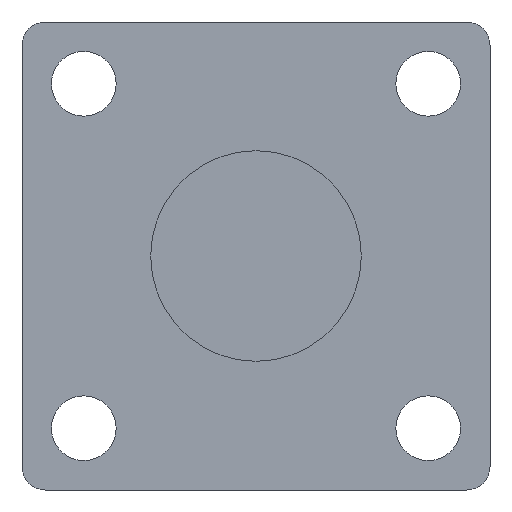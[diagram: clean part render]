
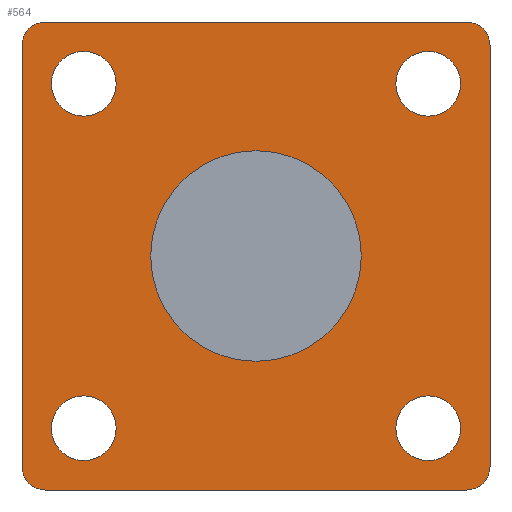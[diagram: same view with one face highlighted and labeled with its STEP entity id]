
A CAD part, left-side view. The second image highlights one B-rep face of the part: STEP entity #564.
In plain terms, the highlighted planar face has unit normal (-1, 0, 0).
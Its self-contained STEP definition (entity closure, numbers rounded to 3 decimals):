
#34=CIRCLE('',#585,4.394);
#36=CIRCLE('',#588,4.394);
#38=CIRCLE('',#591,4.394);
#40=CIRCLE('',#594,3.175);
#42=CIRCLE('',#598,3.175);
#44=CIRCLE('',#602,3.175);
#46=CIRCLE('',#606,4.394);
#48=CIRCLE('',#609,3.175);
#50=CIRCLE('',#612,14.29);
#106=ORIENTED_EDGE('',*,*,#196,.T.);
#107=ORIENTED_EDGE('',*,*,#197,.F.);
#108=ORIENTED_EDGE('',*,*,#193,.F.);
#109=ORIENTED_EDGE('',*,*,#186,.F.);
#110=ORIENTED_EDGE('',*,*,#183,.F.);
#111=ORIENTED_EDGE('',*,*,#180,.F.);
#112=ORIENTED_EDGE('',*,*,#177,.F.);
#113=ORIENTED_EDGE('',*,*,#173,.F.);
#114=ORIENTED_EDGE('',*,*,#169,.F.);
#115=ORIENTED_EDGE('',*,*,#167,.T.);
#116=ORIENTED_EDGE('',*,*,#165,.T.);
#117=ORIENTED_EDGE('',*,*,#163,.T.);
#118=ORIENTED_EDGE('',*,*,#191,.T.);
#163=EDGE_CURVE('',#211,#211,#34,.T.);
#165=EDGE_CURVE('',#213,#213,#36,.T.);
#167=EDGE_CURVE('',#215,#215,#38,.T.);
#169=EDGE_CURVE('',#217,#218,#40,.T.);
#173=EDGE_CURVE('',#218,#221,#248,.T.);
#177=EDGE_CURVE('',#221,#223,#42,.T.);
#180=EDGE_CURVE('',#223,#225,#253,.T.);
#183=EDGE_CURVE('',#225,#227,#44,.T.);
#186=EDGE_CURVE('',#227,#229,#257,.T.);
#191=EDGE_CURVE('',#232,#232,#46,.T.);
#193=EDGE_CURVE('',#229,#234,#48,.T.);
#196=EDGE_CURVE('',#236,#236,#50,.T.);
#197=EDGE_CURVE('',#234,#217,#263,.T.);
#211=VERTEX_POINT('',#767);
#213=VERTEX_POINT('',#772);
#215=VERTEX_POINT('',#777);
#217=VERTEX_POINT('',#782);
#218=VERTEX_POINT('',#783);
#221=VERTEX_POINT('',#791);
#223=VERTEX_POINT('',#798);
#225=VERTEX_POINT('',#804);
#227=VERTEX_POINT('',#810);
#229=VERTEX_POINT('',#816);
#232=VERTEX_POINT('',#825);
#234=VERTEX_POINT('',#830);
#236=VERTEX_POINT('',#836);
#248=LINE('',#790,#276);
#253=LINE('',#803,#281);
#257=LINE('',#815,#285);
#263=LINE('',#837,#291);
#276=VECTOR('',#672,1000.);
#281=VECTOR('',#685,1000.);
#285=VECTOR('',#697,1000.);
#291=VECTOR('',#719,1000.);
#314=EDGE_LOOP('',(#106));
#315=EDGE_LOOP('',(#107,#108,#109,#110,#111,#112,#113,#114));
#316=EDGE_LOOP('',(#115));
#317=EDGE_LOOP('',(#116));
#318=EDGE_LOOP('',(#117));
#319=EDGE_LOOP('',(#118));
#354=FACE_BOUND('',#314,.T.);
#355=FACE_BOUND('',#315,.T.);
#356=FACE_BOUND('',#316,.T.);
#357=FACE_BOUND('',#317,.T.);
#358=FACE_BOUND('',#318,.T.);
#359=FACE_BOUND('',#319,.T.);
#380=PLANE('',#611);
#564=ADVANCED_FACE('',(#354,#355,#356,#357,#358,#359),#380,.F.);
#585=AXIS2_PLACEMENT_3D('',#766,#646,#647);
#588=AXIS2_PLACEMENT_3D('',#771,#652,#653);
#591=AXIS2_PLACEMENT_3D('',#776,#658,#659);
#594=AXIS2_PLACEMENT_3D('',#781,#664,#665);
#598=AXIS2_PLACEMENT_3D('',#797,#678,#679);
#602=AXIS2_PLACEMENT_3D('',#809,#690,#691);
#606=AXIS2_PLACEMENT_3D('',#824,#704,#705);
#609=AXIS2_PLACEMENT_3D('',#829,#710,#711);
#611=AXIS2_PLACEMENT_3D('',#834,#715,#716);
#612=AXIS2_PLACEMENT_3D('',#835,#717,#718);
#646=DIRECTION('',(1.,0.,0.));
#647=DIRECTION('',(0.,0.,-1.));
#652=DIRECTION('',(1.,0.,0.));
#653=DIRECTION('',(0.,0.,-1.));
#658=DIRECTION('',(1.,0.,0.));
#659=DIRECTION('',(0.,0.,-1.));
#664=DIRECTION('',(1.,0.,0.));
#665=DIRECTION('',(0.,0.,-1.));
#672=DIRECTION('',(0.,0.,-1.));
#678=DIRECTION('',(1.,0.,0.));
#679=DIRECTION('',(0.,0.,-1.));
#685=DIRECTION('',(0.,1.,0.));
#690=DIRECTION('',(1.,0.,0.));
#691=DIRECTION('',(0.,0.,-1.));
#697=DIRECTION('',(0.,0.,1.));
#704=DIRECTION('',(1.,0.,0.));
#705=DIRECTION('',(0.,0.,-1.));
#710=DIRECTION('',(1.,0.,0.));
#711=DIRECTION('',(0.,0.,-1.));
#715=DIRECTION('',(1.,0.,0.));
#716=DIRECTION('',(0.,0.,-1.));
#717=DIRECTION('',(1.,0.,0.));
#718=DIRECTION('',(0.,0.,1.));
#719=DIRECTION('',(0.,-1.,0.));
#766=CARTESIAN_POINT('',(0.,-23.368,23.368));
#767=CARTESIAN_POINT('',(0.,-23.368,18.974));
#771=CARTESIAN_POINT('',(0.,23.368,-23.368));
#772=CARTESIAN_POINT('',(0.,23.368,-27.762));
#776=CARTESIAN_POINT('',(0.,-23.368,-23.368));
#777=CARTESIAN_POINT('',(0.,-23.368,-27.762));
#781=CARTESIAN_POINT('',(0.,-28.575,28.575));
#782=CARTESIAN_POINT('',(0.,-28.575,31.75));
#783=CARTESIAN_POINT('',(0.,-31.75,28.575));
#790=CARTESIAN_POINT('',(0.,-31.75,28.575));
#791=CARTESIAN_POINT('',(0.,-31.75,-28.575));
#797=CARTESIAN_POINT('',(0.,-28.575,-28.575));
#798=CARTESIAN_POINT('',(0.,-28.575,-31.75));
#803=CARTESIAN_POINT('',(0.,-28.575,-31.75));
#804=CARTESIAN_POINT('',(0.,28.575,-31.75));
#809=CARTESIAN_POINT('',(0.,28.575,-28.575));
#810=CARTESIAN_POINT('',(0.,31.75,-28.575));
#815=CARTESIAN_POINT('',(0.,31.75,-28.575));
#816=CARTESIAN_POINT('',(0.,31.75,28.575));
#824=CARTESIAN_POINT('',(0.,23.368,23.368));
#825=CARTESIAN_POINT('',(0.,23.368,18.974));
#829=CARTESIAN_POINT('',(0.,28.575,28.575));
#830=CARTESIAN_POINT('',(0.,28.575,31.75));
#834=CARTESIAN_POINT('',(0.,-28.575,28.575));
#835=CARTESIAN_POINT('',(0.,0.,0.));
#836=CARTESIAN_POINT('',(0.,0.,14.29));
#837=CARTESIAN_POINT('',(0.,28.575,31.75));
